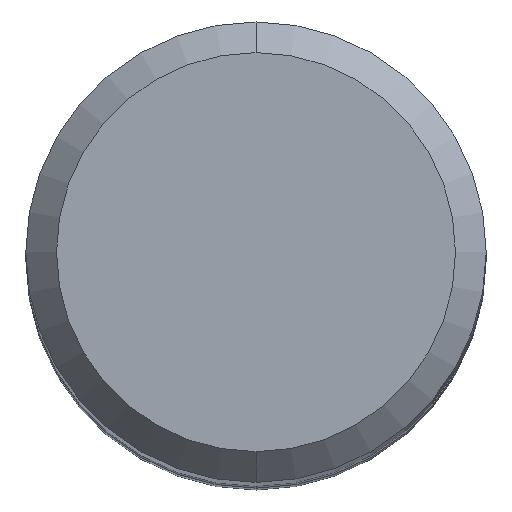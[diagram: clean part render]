
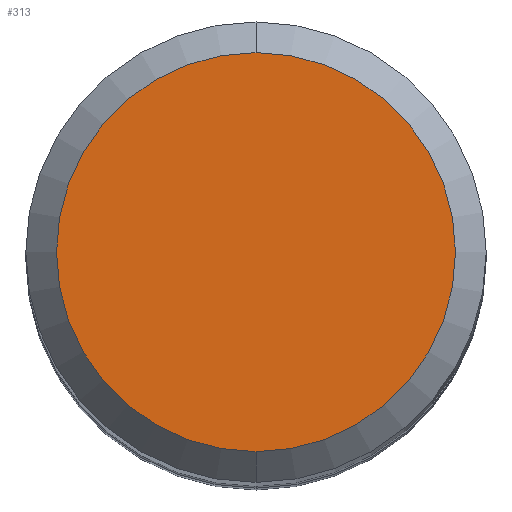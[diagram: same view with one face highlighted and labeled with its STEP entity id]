
A CAD part, top view. The second image highlights one B-rep face of the part: STEP entity #313.
In plain terms, the highlighted planar face has unit normal (0, 0, 1).
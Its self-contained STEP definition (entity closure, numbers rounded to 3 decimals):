
#313=ADVANCED_FACE('',(#710),#711,.T.);
#331=VERTEX_POINT('',#730);
#403=VERTEX_POINT('',#812);
#413=EDGE_CURVE('',#331,#403,#825,.T.);
#559=EDGE_CURVE('',#403,#331,#985,.T.);
#710=FACE_OUTER_BOUND('',#1244,.T.);
#711=PLANE('',#1245);
#730=CARTESIAN_POINT('',(0.,-2.6,0.0));
#812=CARTESIAN_POINT('',(0.0,2.6,0.0));
#825=CIRCLE('',#1403,2.6);
#985=CIRCLE('',#1736,2.6);
#1244=EDGE_LOOP('',(#1911,#1912));
#1245=AXIS2_PLACEMENT_3D('',#1913,#1914,#1915);
#1403=AXIS2_PLACEMENT_3D('',#2046,#2047,#2048);
#1736=AXIS2_PLACEMENT_3D('',#2231,#2232,#2233);
#1911=ORIENTED_EDGE('',*,*,#559,.F.);
#1912=ORIENTED_EDGE('',*,*,#413,.F.);
#1913=CARTESIAN_POINT('',(0.0,1.3,0.0));
#1914=DIRECTION('',(-0.0,0.0,1.0));
#1915=DIRECTION('',(0.0,-1.0,0.0));
#2046=CARTESIAN_POINT('',(0.0,0.0,0.0));
#2047=DIRECTION('',(0.0,0.0,-1.0));
#2048=DIRECTION('',(0.0,1.0,0.0));
#2231=CARTESIAN_POINT('',(0.0,0.0,0.0));
#2232=DIRECTION('',(0.0,0.0,-1.0));
#2233=DIRECTION('',(0.0,1.0,0.0));
